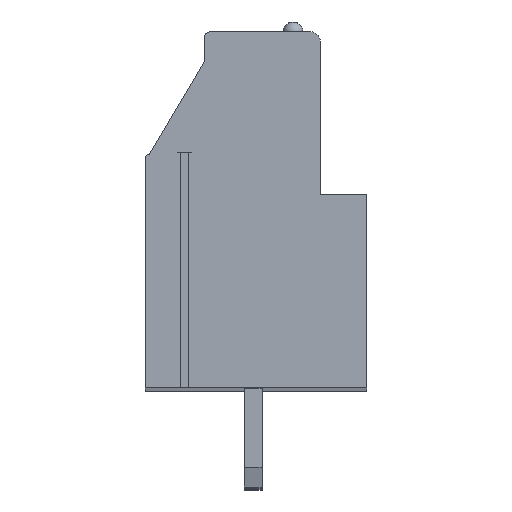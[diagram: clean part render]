
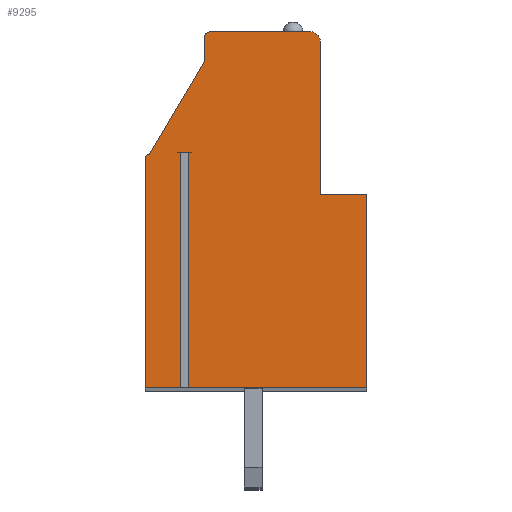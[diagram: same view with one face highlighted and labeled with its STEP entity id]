
A CAD part, top view. The second image highlights one B-rep face of the part: STEP entity #9295.
In plain terms, the highlighted planar face has unit normal (0, 0, 1).
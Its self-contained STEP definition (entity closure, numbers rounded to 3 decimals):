
#30=DIRECTION('',(-1.,0.,0.));
#31=VECTOR('',#30,0.38);
#32=CARTESIAN_POINT('',(-3.27,4.204,88.9));
#33=LINE('',#32,#31);
#34=DIRECTION('',(0.,1.,0.));
#35=VECTOR('',#34,11.9);
#36=CARTESIAN_POINT('',(-3.65,-7.696,88.9));
#37=LINE('',#36,#35);
#38=DIRECTION('',(1.,0.,0.));
#39=VECTOR('',#38,1.81);
#40=CARTESIAN_POINT('',(-5.46,-7.696,88.9));
#41=LINE('',#40,#39);
#42=DIRECTION('',(0.,-1.,0.));
#43=VECTOR('',#42,11.6);
#44=CARTESIAN_POINT('',(-5.46,3.904,88.9));
#45=LINE('',#44,#43);
#46=CARTESIAN_POINT('',(-5.26,3.904,88.9));
#47=DIRECTION('',(0.,0.,1.));
#48=DIRECTION('',(0.,1.,0.));
#49=AXIS2_PLACEMENT_3D('',#46,#47,#48);
#51=DIRECTION('',(-0.512,-0.859,0.));
#52=VECTOR('',#51,5.471);
#53=CARTESIAN_POINT('',(-2.46,8.804,88.9));
#54=LINE('',#53,#52);
#55=DIRECTION('',(0.,-1.,0.));
#56=VECTOR('',#55,1.2);
#57=CARTESIAN_POINT('',(-2.46,10.004,88.9));
#58=LINE('',#57,#56);
#59=CARTESIAN_POINT('',(-2.16,10.004,88.9));
#60=DIRECTION('',(0.,0.,1.));
#61=DIRECTION('',(0.,1.,0.));
#62=AXIS2_PLACEMENT_3D('',#59,#60,#61);
#64=DIRECTION('',(-1.,0.,0.));
#65=VECTOR('',#64,5.05);
#66=CARTESIAN_POINT('',(2.89,10.304,88.9));
#67=LINE('',#66,#65);
#68=CARTESIAN_POINT('',(2.89,9.804,88.9));
#69=DIRECTION('',(0.,0.,1.));
#70=DIRECTION('',(1.,0.,0.));
#71=AXIS2_PLACEMENT_3D('',#68,#69,#70);
#73=DIRECTION('',(0.,1.,0.));
#74=VECTOR('',#73,7.7);
#75=CARTESIAN_POINT('',(3.39,2.104,88.9));
#76=LINE('',#75,#74);
#77=DIRECTION('',(-1.,0.,0.));
#78=VECTOR('',#77,2.35);
#79=CARTESIAN_POINT('',(5.74,2.104,88.9));
#80=LINE('',#79,#78);
#81=DIRECTION('',(0.,1.,0.));
#82=VECTOR('',#81,9.8);
#83=CARTESIAN_POINT('',(5.74,-7.696,88.9));
#84=LINE('',#83,#82);
#85=DIRECTION('',(1.,0.,0.));
#86=VECTOR('',#85,9.01);
#87=CARTESIAN_POINT('',(-3.27,-7.696,88.9));
#88=LINE('',#87,#86);
#89=DIRECTION('',(0.,1.,0.));
#90=VECTOR('',#89,11.9);
#91=CARTESIAN_POINT('',(-3.27,-7.696,88.9));
#92=LINE('',#91,#90);
#7144=CARTESIAN_POINT('',(5.74,-7.696,88.9));
#7145=CARTESIAN_POINT('',(5.74,2.104,88.9));
#7146=VERTEX_POINT('',#7144);
#7147=VERTEX_POINT('',#7145);
#7148=CARTESIAN_POINT('',(3.39,2.104,88.9));
#7149=VERTEX_POINT('',#7148);
#7150=CARTESIAN_POINT('',(3.39,9.804,88.9));
#7151=VERTEX_POINT('',#7150);
#7152=CARTESIAN_POINT('',(2.89,10.304,88.9));
#7153=VERTEX_POINT('',#7152);
#7154=CARTESIAN_POINT('',(-2.16,10.304,88.9));
#7155=VERTEX_POINT('',#7154);
#7156=CARTESIAN_POINT('',(-2.46,10.004,88.9));
#7157=VERTEX_POINT('',#7156);
#7158=CARTESIAN_POINT('',(-2.46,8.804,88.9));
#7159=VERTEX_POINT('',#7158);
#7160=CARTESIAN_POINT('',(-5.26,4.104,88.9));
#7161=VERTEX_POINT('',#7160);
#7162=CARTESIAN_POINT('',(-5.46,3.904,88.9));
#7163=VERTEX_POINT('',#7162);
#7164=CARTESIAN_POINT('',(-5.46,-7.696,88.9));
#7165=VERTEX_POINT('',#7164);
#7246=CARTESIAN_POINT('',(-3.27,4.204,88.9));
#7247=CARTESIAN_POINT('',(-3.65,4.204,88.9));
#7248=VERTEX_POINT('',#7246);
#7249=VERTEX_POINT('',#7247);
#7250=CARTESIAN_POINT('',(-3.27,-7.696,88.9));
#7251=VERTEX_POINT('',#7250);
#7252=CARTESIAN_POINT('',(-3.65,-7.696,88.9));
#7253=VERTEX_POINT('',#7252);
#9258=CARTESIAN_POINT('',(0.,0.,88.9));
#9259=DIRECTION('',(0.,0.,1.));
#9260=DIRECTION('',(1.,0.,0.));
#9261=AXIS2_PLACEMENT_3D('',#9258,#9259,#9260);
#9262=PLANE('',#9261);
#9264=ORIENTED_EDGE('',*,*,#9263,.T.);
#9266=ORIENTED_EDGE('',*,*,#9265,.F.);
#9268=ORIENTED_EDGE('',*,*,#9267,.F.);
#9270=ORIENTED_EDGE('',*,*,#9269,.F.);
#9272=ORIENTED_EDGE('',*,*,#9271,.F.);
#9274=ORIENTED_EDGE('',*,*,#9273,.F.);
#9276=ORIENTED_EDGE('',*,*,#9275,.F.);
#9278=ORIENTED_EDGE('',*,*,#9277,.F.);
#9280=ORIENTED_EDGE('',*,*,#9279,.F.);
#9282=ORIENTED_EDGE('',*,*,#9281,.F.);
#9284=ORIENTED_EDGE('',*,*,#9283,.F.);
#9286=ORIENTED_EDGE('',*,*,#9285,.F.);
#9288=ORIENTED_EDGE('',*,*,#9287,.F.);
#9290=ORIENTED_EDGE('',*,*,#9289,.F.);
#9292=ORIENTED_EDGE('',*,*,#9291,.T.);
#9293=EDGE_LOOP('',(#9264,#9266,#9268,#9270,#9272,#9274,#9276,#9278,#9280,#9282,
#9284,#9286,#9288,#9290,#9292));
#9294=FACE_OUTER_BOUND('',#9293,.F.);
#50=CIRCLE('',#49,0.2);
#63=CIRCLE('',#62,0.3);
#72=CIRCLE('',#71,0.5);
#9263=EDGE_CURVE('',#7248,#7249,#33,.T.);
#9265=EDGE_CURVE('',#7253,#7249,#37,.T.);
#9267=EDGE_CURVE('',#7165,#7253,#41,.T.);
#9269=EDGE_CURVE('',#7163,#7165,#45,.T.);
#9271=EDGE_CURVE('',#7161,#7163,#50,.T.);
#9273=EDGE_CURVE('',#7159,#7161,#54,.T.);
#9275=EDGE_CURVE('',#7157,#7159,#58,.T.);
#9277=EDGE_CURVE('',#7155,#7157,#63,.T.);
#9279=EDGE_CURVE('',#7153,#7155,#67,.T.);
#9281=EDGE_CURVE('',#7151,#7153,#72,.T.);
#9283=EDGE_CURVE('',#7149,#7151,#76,.T.);
#9285=EDGE_CURVE('',#7147,#7149,#80,.T.);
#9287=EDGE_CURVE('',#7146,#7147,#84,.T.);
#9289=EDGE_CURVE('',#7251,#7146,#88,.T.);
#9291=EDGE_CURVE('',#7251,#7248,#92,.T.);
#9295=ADVANCED_FACE('',(#9294),#9262,.T.);
